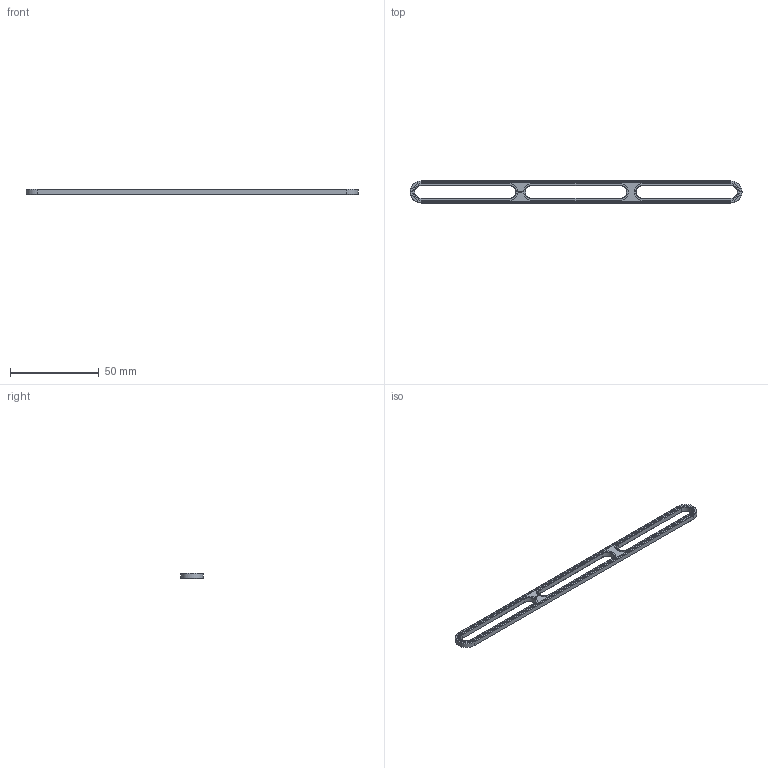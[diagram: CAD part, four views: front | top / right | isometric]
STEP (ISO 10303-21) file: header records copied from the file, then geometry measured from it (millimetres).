
FILE_DESCRIPTION(('FreeCAD Model'),'2;1');
FILE_NAME('Open CASCADE Shape Model','2021-03-28T14:56:38',('Author'),( ''),'Open CASCADE STEP processor 7.4','FreeCAD','Unknown');
FILE_SCHEMA(('AUTOMOTIVE_DESIGN { 1 0 10303 214 1 1 1 1 }'));
Length unit declared in the file: millimetre
Products named in the file (1): Brace_STR_SLT_SQT_ERR_BU15x01x00.25x05_-_SPN-BRC-0433_(stemfie.org)
Bounding box: 187.5 x 12.5 x 3.12 mm (x, y, z)
Volume: 3448 mm3; surface area: 4539.5 mm2
Topology: 1 solids, 1 shells, 618 faces, 1699 edges, 1118 vertices
Faces by surface type: plane 376, extrusion 210, cone 16, cylinder 16
Entity records: 43083 total; most frequent: CARTESIAN_POINT 10709, DIRECTION 5129, VECTOR 4127, LINE 3917, ORIENTED_EDGE 3398, PCURVE 3398, DEFINITIONAL_REPRESENTATION 3398, EDGE_CURVE 1699
